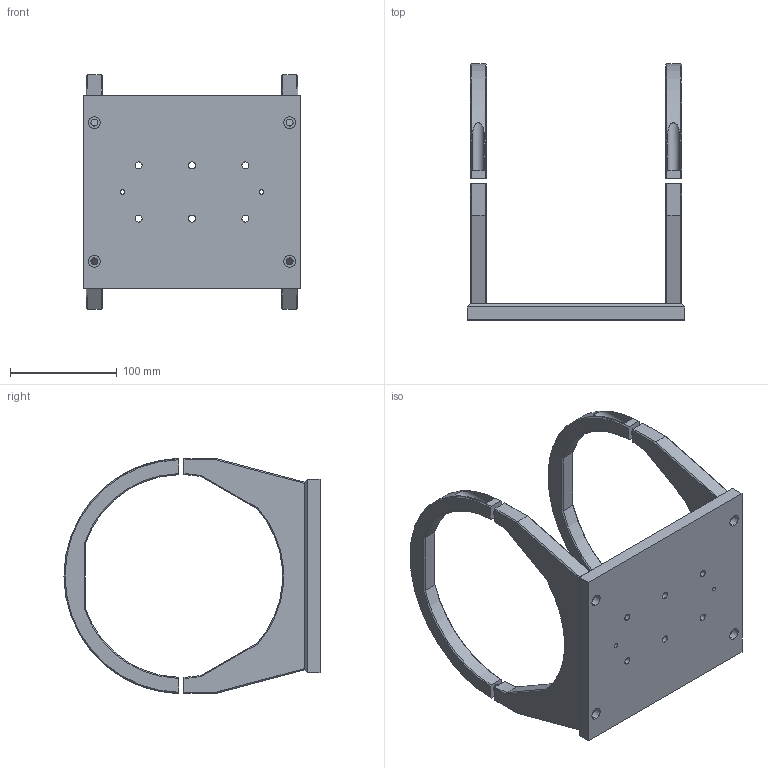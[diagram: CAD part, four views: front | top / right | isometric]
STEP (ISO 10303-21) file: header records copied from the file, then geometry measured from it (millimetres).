
FILE_DESCRIPTION (( 'STEP AP214' ), '1' );
FILE_NAME ('CMHO120.STEP', '2013-04-05T10:02:22', ( 'Work' ), ( '' ), 'SwSTEP 2.0', 'SolidWorks 2012', '' );
FILE_SCHEMA (( 'AUTOMOTIVE_DESIGN' ));
Length unit declared in the file: millimetre
Products named in the file (1): CMHO120
Bounding box: 204 x 240 x 220 mm (x, y, z)
Surface area: 183043.3 mm2 (no closed solid volume)
Topology: 0 solids, 5 shells, 164 faces, 432 edges, 284 vertices
Faces by surface type: plane 84, cylinder 56, cone 24
Entity records: 7187 total; most frequent: CARTESIAN_POINT 1217, DIRECTION 874, ORIENTED_EDGE 816, EDGE_CURVE 432, AXIS2_PLACEMENT_3D 329, VERTEX_POINT 284, LINE 216, VECTOR 216
